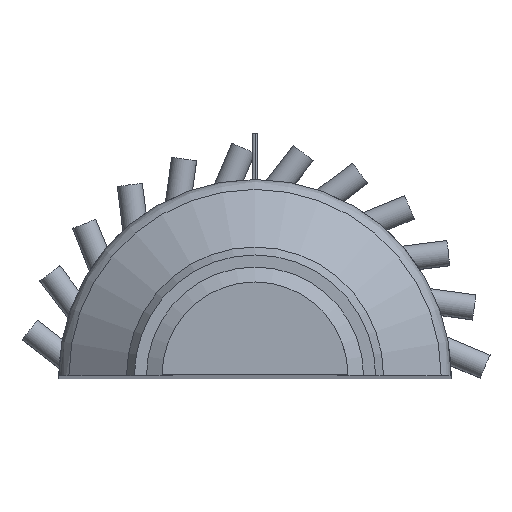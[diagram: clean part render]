
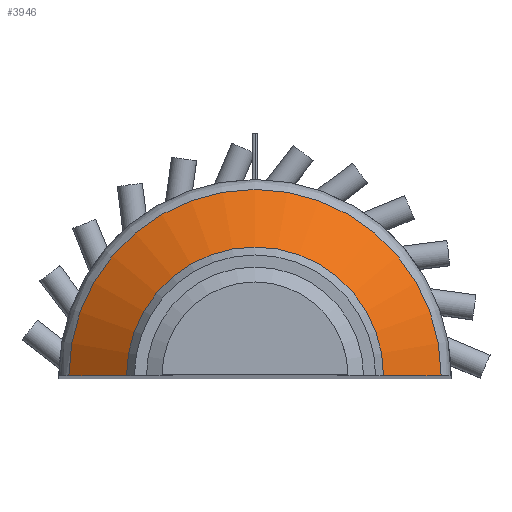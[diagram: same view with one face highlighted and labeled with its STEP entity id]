
A CAD part, top view. The second image highlights one B-rep face of the part: STEP entity #3946.
In plain terms, the highlighted face is a revolution surface.
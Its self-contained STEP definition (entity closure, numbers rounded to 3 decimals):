
#2516=CARTESIAN_POINT('Vertex',(332.145,0.,115.329)) ;
#2519=CARTESIAN_POINT('Axis2P3D Location',(0.,0.,115.329)) ;
#2523=CARTESIAN_POINT('Vertex',(-332.145,0.,115.329)) ;
#3891=CARTESIAN_POINT('Axis2P3D Location',(0.,0.,201.687)) ;
#3895=CARTESIAN_POINT('Vertex',(229.259,0.,201.687)) ;
#3897=CARTESIAN_POINT('Vertex',(-229.259,0.,201.687)) ;
#3920=CARTESIAN_POINT('Control Point',(0.,332.145,115.329)) ;
#3921=CARTESIAN_POINT('Control Point',(0.,297.85,144.115)) ;
#3922=CARTESIAN_POINT('Control Point',(0.,263.554,172.901)) ;
#3923=CARTESIAN_POINT('Control Point',(0.,229.259,201.687)) ;
#3924=CARTESIAN_POINT('Axis1P Location',(0.,0.,-3240.382)) ;
#3929=CARTESIAN_POINT('Control Point',(332.145,0.,115.329)) ;
#3930=CARTESIAN_POINT('Control Point',(297.85,0.,144.115)) ;
#3931=CARTESIAN_POINT('Control Point',(263.554,0.,172.901)) ;
#3932=CARTESIAN_POINT('Control Point',(229.259,0.,201.687)) ;
#3935=CARTESIAN_POINT('Control Point',(-332.145,0.,115.329)) ;
#3936=CARTESIAN_POINT('Control Point',(-297.85,0.,144.115)) ;
#3937=CARTESIAN_POINT('Control Point',(-263.554,0.,172.901)) ;
#3938=CARTESIAN_POINT('Control Point',(-229.259,0.,201.687)) ;
#2520=DIRECTION('Axis2P3D Direction',(0.,0.,1.)) ;
#3892=DIRECTION('Axis2P3D Direction',(0.,0.,1.)) ;
#3925=DIRECTION('Axis1P Direction',(0.,0.,1.)) ;
#2521=AXIS2_PLACEMENT_3D('Circle Axis2P3D',#2519,#2520,$) ;
#3893=AXIS2_PLACEMENT_3D('Circle Axis2P3D',#3891,#3892,$) ;
#3941=ORIENTED_EDGE('',*,*,#2525,.F.) ;
#3942=ORIENTED_EDGE('',*,*,#3933,.T.) ;
#3943=ORIENTED_EDGE('',*,*,#3899,.T.) ;
#3944=ORIENTED_EDGE('',*,*,#3939,.F.) ;
#3946=ADVANCED_FACE('Split.24',(#3945),#3927,.F.) ;
#3926=AXIS1_PLACEMENT('Revolution Surface Axis1P',#3924,#3925) ;
#3919=B_SPLINE_CURVE_WITH_KNOTS('',3,(#3920,#3921,#3922,#3923),.UNSPECIFIED.,.F.,.U.,(4,4),(1.873,2.873),.UNSPECIFIED.) ;
#3928=B_SPLINE_CURVE_WITH_KNOTS('',3,(#3929,#3930,#3931,#3932),.UNSPECIFIED.,.F.,.U.,(4,4),(1.873,2.873),.UNSPECIFIED.) ;
#3934=B_SPLINE_CURVE_WITH_KNOTS('',3,(#3935,#3936,#3937,#3938),.UNSPECIFIED.,.F.,.U.,(4,4),(1.873,2.873),.UNSPECIFIED.) ;
#2522=CIRCLE('generated circle',#2521,332.145) ;
#3894=CIRCLE('generated circle',#3893,229.259) ;
#2525=EDGE_CURVE('',#2517,#2524,#2522,.T.) ;
#3899=EDGE_CURVE('',#3896,#3898,#3894,.T.) ;
#3933=EDGE_CURVE('',#2517,#3896,#3928,.T.) ;
#3939=EDGE_CURVE('',#2524,#3898,#3934,.T.) ;
#3940=EDGE_LOOP('',(#3941,#3942,#3943,#3944)) ;
#3945=FACE_OUTER_BOUND('',#3940,.T.) ;
#3927=SURFACE_OF_REVOLUTION('Surface of Revolution',#3919,#3926) ;
#2517=VERTEX_POINT('',#2516) ;
#2524=VERTEX_POINT('',#2523) ;
#3896=VERTEX_POINT('',#3895) ;
#3898=VERTEX_POINT('',#3897) ;
